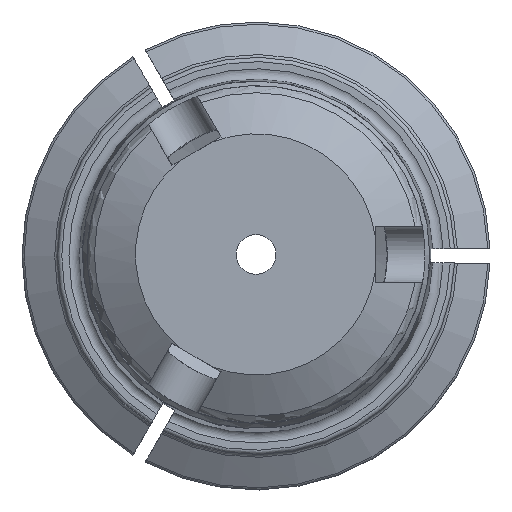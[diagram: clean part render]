
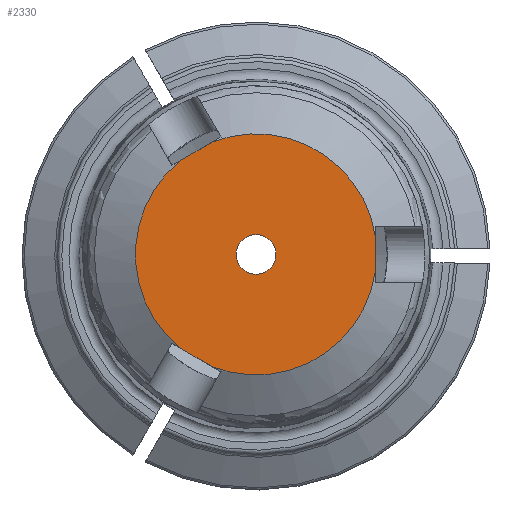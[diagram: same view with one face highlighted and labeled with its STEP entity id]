
A CAD part, top view. The second image highlights one B-rep face of the part: STEP entity #2330.
In plain terms, the highlighted planar face has unit normal (0, 0, 1).
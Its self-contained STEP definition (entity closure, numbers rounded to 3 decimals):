
#27=PLANE('',#2447);
#79=LINE('',#3217,#157);
#82=LINE('',#3335,#160);
#83=LINE('',#3338,#161);
#157=VECTOR('',#2652,1000.);
#160=VECTOR('',#2679,1000.);
#161=VECTOR('',#2682,1000.);
#409=ORIENTED_EDGE('',*,*,#853,.T.);
#410=ORIENTED_EDGE('',*,*,#887,.T.);
#411=ORIENTED_EDGE('',*,*,#906,.T.);
#412=ORIENTED_EDGE('',*,*,#851,.T.);
#413=ORIENTED_EDGE('',*,*,#878,.T.);
#414=ORIENTED_EDGE('',*,*,#907,.T.);
#415=ORIENTED_EDGE('',*,*,#908,.T.);
#851=EDGE_CURVE('',#1109,#1108,#1284,.T.);
#853=EDGE_CURVE('',#1110,#1110,#1285,.T.);
#878=EDGE_CURVE('',#1108,#1132,#79,.T.);
#887=EDGE_CURVE('',#1138,#1137,#1291,.T.);
#906=EDGE_CURVE('',#1137,#1109,#82,.T.);
#907=EDGE_CURVE('',#1132,#1151,#1297,.T.);
#908=EDGE_CURVE('',#1151,#1138,#83,.T.);
#1108=VERTEX_POINT('',#3102);
#1109=VERTEX_POINT('',#3104);
#1110=VERTEX_POINT('',#3111);
#1132=VERTEX_POINT('',#3216);
#1137=VERTEX_POINT('',#3248);
#1138=VERTEX_POINT('',#3250);
#1151=VERTEX_POINT('',#3337);
#1284=CIRCLE('',#2424,8.5);
#1285=CIRCLE('',#2426,1.4);
#1291=CIRCLE('',#2439,8.5);
#1297=CIRCLE('',#2448,8.5);
#1392=EDGE_LOOP('',(#409));
#1393=EDGE_LOOP('',(#410,#411,#412,#413,#414,#415));
#1516=FACE_BOUND('',#1392,.T.);
#1517=FACE_BOUND('',#1393,.T.);
#2330=ADVANCED_FACE('',(#1516,#1517),#27,.F.);
#2424=AXIS2_PLACEMENT_3D('',#3103,#2624,#2625);
#2426=AXIS2_PLACEMENT_3D('',#3110,#2628,#2629);
#2439=AXIS2_PLACEMENT_3D('',#3249,#2661,#2662);
#2447=AXIS2_PLACEMENT_3D('',#3334,#2677,#2678);
#2448=AXIS2_PLACEMENT_3D('',#3336,#2680,#2681);
#2624=DIRECTION('',(0.,0.,1.));
#2625=DIRECTION('',(1.,0.,0.));
#2628=DIRECTION('',(0.,0.,-1.));
#2629=DIRECTION('',(0.,1.,0.));
#2652=DIRECTION('',(0.866,-0.5,0.));
#2661=DIRECTION('',(0.,0.,1.));
#2662=DIRECTION('',(1.,0.,0.));
#2677=DIRECTION('',(0.,0.,-1.));
#2678=DIRECTION('',(-1.,0.,0.));
#2679=DIRECTION('',(-0.866,-0.5,0.));
#2680=DIRECTION('',(0.,0.,1.));
#2681=DIRECTION('',(1.,0.,0.));
#2682=DIRECTION('',(0.,1.,0.));
#3102=CARTESIAN_POINT('',(-5.326,-6.625,67.9));
#3103=CARTESIAN_POINT('',(0.,0.,67.9));
#3104=CARTESIAN_POINT('',(-5.326,6.625,67.9));
#3110=CARTESIAN_POINT('',(0.,0.,67.9));
#3111=CARTESIAN_POINT('',(0.,1.4,67.9));
#3216=CARTESIAN_POINT('',(-3.074,-7.925,67.9));
#3217=CARTESIAN_POINT('',(-2.468,-8.275,67.9));
#3248=CARTESIAN_POINT('',(-3.074,7.925,67.9));
#3249=CARTESIAN_POINT('',(0.,0.,67.9));
#3250=CARTESIAN_POINT('',(8.4,1.3,67.9));
#3334=CARTESIAN_POINT('',(11.9,0.,67.9));
#3335=CARTESIAN_POINT('',(-5.932,6.275,67.9));
#3336=CARTESIAN_POINT('',(0.,0.,67.9));
#3337=CARTESIAN_POINT('',(8.4,-1.3,67.9));
#3338=CARTESIAN_POINT('',(8.4,2.,67.9));
